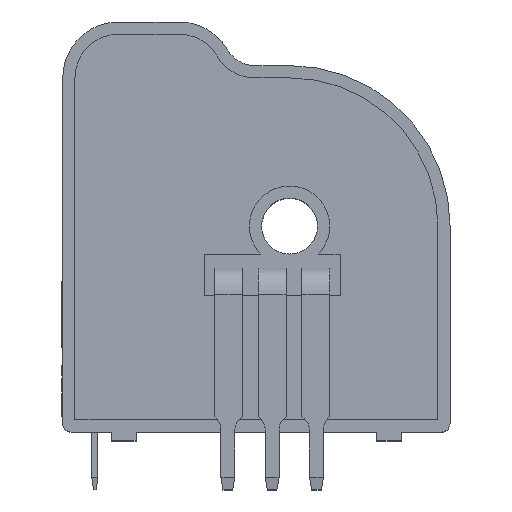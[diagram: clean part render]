
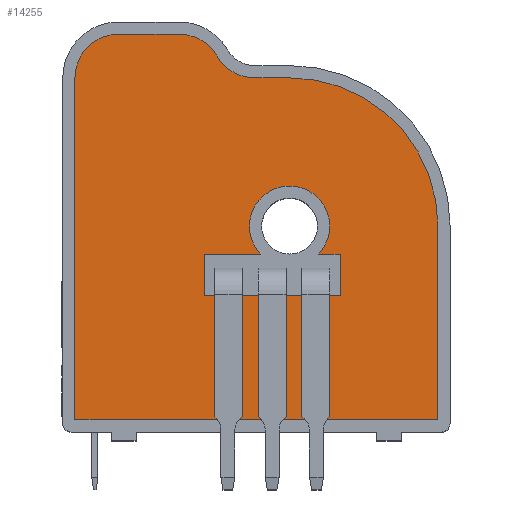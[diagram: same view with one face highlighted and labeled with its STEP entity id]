
A CAD part, top view. The second image highlights one B-rep face of the part: STEP entity #14255.
In plain terms, the highlighted planar face has unit normal (0, 0, 1).
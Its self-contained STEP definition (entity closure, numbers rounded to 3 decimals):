
#65 = VECTOR ( 'NONE', #16011, 1000. ) ;
#92 = EDGE_CURVE ( 'NONE', #9159, #12726, #224, .T. ) ;
#224 = LINE ( 'NONE', #1617, #6548 ) ;
#356 = CARTESIAN_POINT ( 'NONE',  ( 15.9, 7.8, 9.99 ) ) ;
#387 = LINE ( 'NONE', #6942, #13493 ) ;
#481 = LINE ( 'NONE', #8963, #6805 ) ;
#537 = EDGE_CURVE ( 'NONE', #624, #9159, #387, .T. ) ;
#538 = DIRECTION ( 'NONE',  ( 0., 0., 1. ) ) ;
#559 = DIRECTION ( 'NONE',  ( 1., 0., 0. ) ) ;
#591 = ORIENTED_EDGE ( 'NONE', *, *, #903, .F. ) ;
#594 = EDGE_CURVE ( 'NONE', #1073, #13174, #8503, .T. ) ;
#623 = CARTESIAN_POINT ( 'NONE',  ( 13., 20.3, 9.99 ) ) ;
#624 = VERTEX_POINT ( 'NONE', #13448 ) ;
#657 = AXIS2_PLACEMENT_3D ( 'NONE', #6205, #15070, #7480 ) ;
#845 = AXIS2_PLACEMENT_3D ( 'NONE', #6583, #15468, #7843 ) ;
#846 = AXIS2_PLACEMENT_3D ( 'NONE', #6385, #15258, #7643 ) ;
#903 = EDGE_CURVE ( 'NONE', #3163, #10681, #13651, .T. ) ;
#959 = ORIENTED_EDGE ( 'NONE', *, *, #10859, .T. ) ;
#1019 = VECTOR ( 'NONE', #3623, 1000. ) ;
#1073 = VERTEX_POINT ( 'NONE', #15412 ) ;
#1404 = LINE ( 'NONE', #11174, #1019 ) ;
#1511 = CARTESIAN_POINT ( 'NONE',  ( 8.1, 7.8, 9.99 ) ) ;
#1589 = VERTEX_POINT ( 'NONE', #623 ) ;
#1606 = VECTOR ( 'NONE', #7847, 1000. ) ;
#1614 = EDGE_CURVE ( 'NONE', #10554, #6040, #3904, .T. ) ;
#1617 = CARTESIAN_POINT ( 'NONE',  ( 21.5, 0.7, 9.99 ) ) ;
#1641 = EDGE_LOOP ( 'NONE', ( #959, #11700, #14581, #9303, #15867, #3279, #2745, #6998, #6490 ) ) ;
#1942 = EDGE_CURVE ( 'NONE', #10325, #3163, #481, .T. ) ;
#2020 = LINE ( 'NONE', #1511, #1606 ) ;
#2360 = VERTEX_POINT ( 'NONE', #6507 ) ;
#2706 = VECTOR ( 'NONE', #14984, 1000. ) ;
#2745 = ORIENTED_EDGE ( 'NONE', *, *, #1614, .T. ) ;
#3163 = VERTEX_POINT ( 'NONE', #356 ) ;
#3279 = ORIENTED_EDGE ( 'NONE', *, *, #5669, .T. ) ;
#3323 = EDGE_CURVE ( 'NONE', #12369, #3583, #6801, .T. ) ;
#3583 = VERTEX_POINT ( 'NONE', #11514 ) ;
#3623 = DIRECTION ( 'NONE',  ( -1., 0., 0. ) ) ;
#3904 = CIRCLE ( 'NONE', #6710, 2.5 ) ;
#3941 = VECTOR ( 'NONE', #14474, 1000. ) ;
#4328 = ORIENTED_EDGE ( 'NONE', *, *, #594, .F. ) ;
#4994 = CARTESIAN_POINT ( 'NONE',  ( 0.7, 20.3, 9.99 ) ) ;
#5215 = EDGE_CURVE ( 'NONE', #10504, #12369, #12280, .T. ) ;
#5309 = CARTESIAN_POINT ( 'NONE',  ( 21.5, 0.7, 9.99 ) ) ;
#5413 = ORIENTED_EDGE ( 'NONE', *, *, #6926, .F. ) ;
#5669 = EDGE_CURVE ( 'NONE', #10788, #10554, #12368, .T. ) ;
#5785 = DIRECTION ( 'NONE',  ( 0., 0., 1. ) ) ;
#6040 = VERTEX_POINT ( 'NONE', #14846 ) ;
#6061 = LINE ( 'NONE', #13722, #2706 ) ;
#6169 = LINE ( 'NONE', #4994, #12509 ) ;
#6201 = EDGE_LOOP ( 'NONE', ( #14174, #6665, #14531, #4328, #6784, #591, #9719, #5413 ) ) ;
#6205 = CARTESIAN_POINT ( 'NONE',  ( 3.2, 20.3, 9.99 ) ) ;
#6282 = LINE ( 'NONE', #7565, #15990 ) ;
#6385 = CARTESIAN_POINT ( 'NONE',  ( 13., 11.8, 9.99 ) ) ;
#6419 = CARTESIAN_POINT ( 'NONE',  ( 13., 11.8, 9.99 ) ) ;
#6490 = ORIENTED_EDGE ( 'NONE', *, *, #15726, .T. ) ;
#6507 = CARTESIAN_POINT ( 'NONE',  ( 0.7, 20.3, 9.99 ) ) ;
#6548 = VECTOR ( 'NONE', #11889, 1000. ) ;
#6583 = CARTESIAN_POINT ( 'NONE',  ( 13., 11.8, 9.99 ) ) ;
#6665 = ORIENTED_EDGE ( 'NONE', *, *, #5215, .F. ) ;
#6710 = AXIS2_PLACEMENT_3D ( 'NONE', #15728, #8122, #559 ) ;
#6784 = ORIENTED_EDGE ( 'NONE', *, *, #14577, .F. ) ;
#6801 = LINE ( 'NONE', #7167, #65 ) ;
#6802 = DIRECTION ( 'NONE',  ( 0., 0., -1. ) ) ;
#6805 = VECTOR ( 'NONE', #12779, 1000. ) ;
#6926 = EDGE_CURVE ( 'NONE', #3583, #10325, #2020, .T. ) ;
#6936 = CIRCLE ( 'NONE', #845, 8.5 ) ;
#6942 = CARTESIAN_POINT ( 'NONE',  ( 0.7, 0.7, 9.99 ) ) ;
#6998 = ORIENTED_EDGE ( 'NONE', *, *, #11477, .T. ) ;
#7082 = EDGE_CURVE ( 'NONE', #12726, #1589, #6936, .T. ) ;
#7167 = CARTESIAN_POINT ( 'NONE',  ( 8.1, 10.2, 9.99 ) ) ;
#7303 = CARTESIAN_POINT ( 'NONE',  ( 15.3, 11.8, 9.99 ) ) ;
#7440 = CARTESIAN_POINT ( 'NONE',  ( 10.7, 11.8, 9.99 ) ) ;
#7480 = DIRECTION ( 'NONE',  ( 1., 0., 0. ) ) ;
#7524 = AXIS2_PLACEMENT_3D ( 'NONE', #14419, #6802, #15670 ) ;
#7565 = CARTESIAN_POINT ( 'NONE',  ( 14.652, 10.2, 9.99 ) ) ;
#7590 = DIRECTION ( 'NONE',  ( 0., -1., 0. ) ) ;
#7643 = DIRECTION ( 'NONE',  ( 1., 0., 0. ) ) ;
#7679 = DIRECTION ( 'NONE',  ( 1., 0., 0. ) ) ;
#7779 = FACE_OUTER_BOUND ( 'NONE', #1641, .T. ) ;
#7843 = DIRECTION ( 'NONE',  ( 1., 0., 0. ) ) ;
#7847 = DIRECTION ( 'NONE',  ( 0., -1., 0. ) ) ;
#7983 = AXIS2_PLACEMENT_3D ( 'NONE', #6419, #15298, #7679 ) ;
#8105 = CARTESIAN_POINT ( 'NONE',  ( 13., 11.8, 9.99 ) ) ;
#8122 = DIRECTION ( 'NONE',  ( 0., 0., 1. ) ) ;
#8201 = CIRCLE ( 'NONE', #657, 2.5 ) ;
#8309 = CARTESIAN_POINT ( 'NONE',  ( 15.9, 10.2, 9.99 ) ) ;
#8503 = CIRCLE ( 'NONE', #11183, 2.3 ) ;
#8854 = DIRECTION ( 'NONE',  ( -1., 0., 0. ) ) ;
#8918 = PLANE ( 'NONE',  #7983 ) ;
#8963 = CARTESIAN_POINT ( 'NONE',  ( 8.1, 7.8, 9.99 ) ) ;
#9139 = CIRCLE ( 'NONE', #10968, 2.3 ) ;
#9159 = VERTEX_POINT ( 'NONE', #5309 ) ;
#9303 = ORIENTED_EDGE ( 'NONE', *, *, #7082, .T. ) ;
#9389 = DIRECTION ( 'NONE',  ( 1., 0., 0. ) ) ;
#9719 = ORIENTED_EDGE ( 'NONE', *, *, #1942, .F. ) ;
#9953 = VERTEX_POINT ( 'NONE', #14947 ) ;
#10325 = VERTEX_POINT ( 'NONE', #13388 ) ;
#10504 = VERTEX_POINT ( 'NONE', #7440 ) ;
#10554 = VERTEX_POINT ( 'NONE', #13940 ) ;
#10681 = VERTEX_POINT ( 'NONE', #8309 ) ;
#10788 = VERTEX_POINT ( 'NONE', #15025 ) ;
#10859 = EDGE_CURVE ( 'NONE', #2360, #624, #6169, .T. ) ;
#10968 = AXIS2_PLACEMENT_3D ( 'NONE', #8105, #538, #9389 ) ;
#11166 = FACE_BOUND ( 'NONE', #6201, .T. ) ;
#11174 = CARTESIAN_POINT ( 'NONE',  ( 6.678, 22.8, 9.99 ) ) ;
#11183 = AXIS2_PLACEMENT_3D ( 'NONE', #13392, #5785, #14647 ) ;
#11477 = EDGE_CURVE ( 'NONE', #6040, #9953, #1404, .T. ) ;
#11514 = CARTESIAN_POINT ( 'NONE',  ( 8.1, 10.2, 9.99 ) ) ;
#11622 = CARTESIAN_POINT ( 'NONE',  ( 21.5, 11.8, 9.99 ) ) ;
#11700 = ORIENTED_EDGE ( 'NONE', *, *, #537, .T. ) ;
#11722 = EDGE_CURVE ( 'NONE', #13174, #10504, #9139, .T. ) ;
#11889 = DIRECTION ( 'NONE',  ( 0., 1., 0. ) ) ;
#12280 = CIRCLE ( 'NONE', #846, 2.3 ) ;
#12368 = CIRCLE ( 'NONE', #7524, 2.5 ) ;
#12369 = VERTEX_POINT ( 'NONE', #14478 ) ;
#12509 = VECTOR ( 'NONE', #7590, 1000. ) ;
#12726 = VERTEX_POINT ( 'NONE', #11622 ) ;
#12779 = DIRECTION ( 'NONE',  ( 1., 0., 0. ) ) ;
#13174 = VERTEX_POINT ( 'NONE', #7303 ) ;
#13250 = CARTESIAN_POINT ( 'NONE',  ( 15.9, 7.8, 9.99 ) ) ;
#13388 = CARTESIAN_POINT ( 'NONE',  ( 8.1, 7.8, 9.99 ) ) ;
#13392 = CARTESIAN_POINT ( 'NONE',  ( 13., 11.8, 9.99 ) ) ;
#13448 = CARTESIAN_POINT ( 'NONE',  ( 0.7, 0.7, 9.99 ) ) ;
#13493 = VECTOR ( 'NONE', #15792, 1000. ) ;
#13651 = LINE ( 'NONE', #13250, #3941 ) ;
#13722 = CARTESIAN_POINT ( 'NONE',  ( 13., 20.3, 9.99 ) ) ;
#13776 = EDGE_CURVE ( 'NONE', #1589, #10788, #6061, .T. ) ;
#13940 = CARTESIAN_POINT ( 'NONE',  ( 8.843, 21.55, 9.99 ) ) ;
#14174 = ORIENTED_EDGE ( 'NONE', *, *, #3323, .F. ) ;
#14255 = ADVANCED_FACE ( 'NONE', ( #11166, #7779 ), #8918, .T. ) ;
#14419 = CARTESIAN_POINT ( 'NONE',  ( 11.008, 22.8, 9.99 ) ) ;
#14474 = DIRECTION ( 'NONE',  ( 0., 1., 0. ) ) ;
#14478 = CARTESIAN_POINT ( 'NONE',  ( 11.348, 10.2, 9.99 ) ) ;
#14531 = ORIENTED_EDGE ( 'NONE', *, *, #11722, .F. ) ;
#14577 = EDGE_CURVE ( 'NONE', #10681, #1073, #6282, .T. ) ;
#14581 = ORIENTED_EDGE ( 'NONE', *, *, #92, .T. ) ;
#14647 = DIRECTION ( 'NONE',  ( 1., 0., 0. ) ) ;
#14846 = CARTESIAN_POINT ( 'NONE',  ( 6.678, 22.8, 9.99 ) ) ;
#14947 = CARTESIAN_POINT ( 'NONE',  ( 3.2, 22.8, 9.99 ) ) ;
#14984 = DIRECTION ( 'NONE',  ( -1., 0., 0. ) ) ;
#15025 = CARTESIAN_POINT ( 'NONE',  ( 11.008, 20.3, 9.99 ) ) ;
#15070 = DIRECTION ( 'NONE',  ( 0., 0., 1. ) ) ;
#15258 = DIRECTION ( 'NONE',  ( 0., 0., 1. ) ) ;
#15298 = DIRECTION ( 'NONE',  ( 0., 0., 1. ) ) ;
#15412 = CARTESIAN_POINT ( 'NONE',  ( 14.652, 10.2, 9.99 ) ) ;
#15468 = DIRECTION ( 'NONE',  ( 0., 0., 1. ) ) ;
#15670 = DIRECTION ( 'NONE',  ( 1., 0., 0. ) ) ;
#15726 = EDGE_CURVE ( 'NONE', #9953, #2360, #8201, .T. ) ;
#15728 = CARTESIAN_POINT ( 'NONE',  ( 6.678, 20.3, 9.99 ) ) ;
#15792 = DIRECTION ( 'NONE',  ( 1., 0., 0. ) ) ;
#15867 = ORIENTED_EDGE ( 'NONE', *, *, #13776, .T. ) ;
#15990 = VECTOR ( 'NONE', #8854, 1000. ) ;
#16011 = DIRECTION ( 'NONE',  ( -1., 0., 0. ) ) ;
